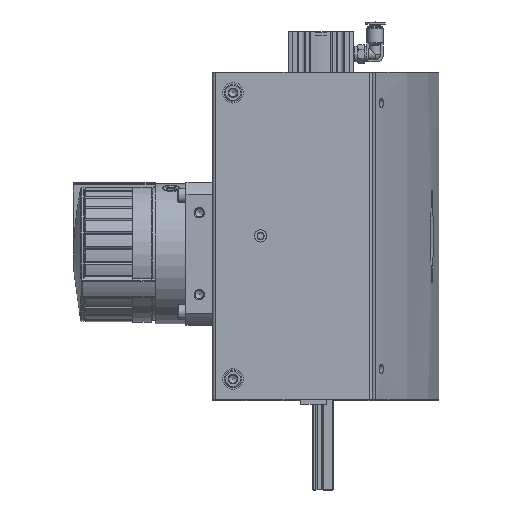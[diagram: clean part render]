
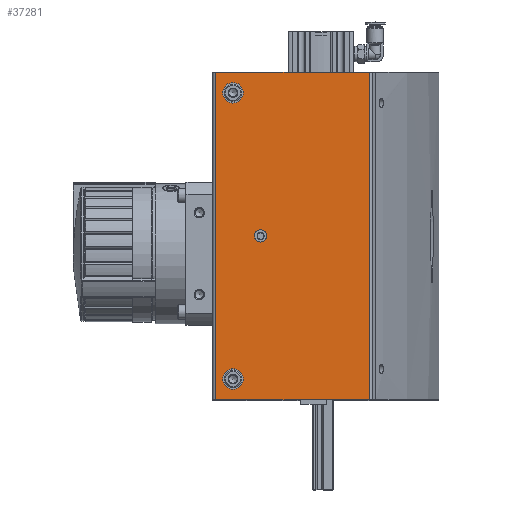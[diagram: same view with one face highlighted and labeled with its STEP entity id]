
A CAD part, top view. The second image highlights one B-rep face of the part: STEP entity #37281.
In plain terms, the highlighted face is planar.
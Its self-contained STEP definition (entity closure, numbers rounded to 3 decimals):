
#2013=PLANE('',#42501);
#3711=CIRCLE('',#42502,3.);
#3712=CIRCLE('',#42503,5.);
#3713=CIRCLE('',#42504,5.);
#13968=ORIENTED_EDGE('',*,*,#19181,.F.);
#13969=ORIENTED_EDGE('',*,*,#19182,.F.);
#13970=ORIENTED_EDGE('',*,*,#19183,.F.);
#13971=ORIENTED_EDGE('',*,*,#19184,.T.);
#13972=ORIENTED_EDGE('',*,*,#19185,.F.);
#13973=ORIENTED_EDGE('',*,*,#19186,.F.);
#13974=ORIENTED_EDGE('',*,*,#19179,.T.);
#19179=EDGE_CURVE('',#22783,#22782,#25533,.T.);
#19181=EDGE_CURVE('',#22784,#22784,#3711,.T.);
#19182=EDGE_CURVE('',#22785,#22785,#3712,.T.);
#19183=EDGE_CURVE('',#22786,#22786,#3713,.T.);
#19184=EDGE_CURVE('',#22782,#22787,#25534,.T.);
#19185=EDGE_CURVE('',#22788,#22787,#25535,.T.);
#19186=EDGE_CURVE('',#22783,#22788,#25536,.T.);
#22782=VERTEX_POINT('',#66064);
#22783=VERTEX_POINT('',#66066);
#22784=VERTEX_POINT('',#66070);
#22785=VERTEX_POINT('',#66072);
#22786=VERTEX_POINT('',#66074);
#22787=VERTEX_POINT('',#66076);
#22788=VERTEX_POINT('',#66078);
#25533=LINE('',#66065,#28246);
#25534=LINE('',#66075,#28247);
#25535=LINE('',#66077,#28248);
#25536=LINE('',#66079,#28249);
#28246=VECTOR('',#53179,1000.);
#28247=VECTOR('',#53190,1000.);
#28248=VECTOR('',#53191,1000.);
#28249=VECTOR('',#53192,1000.);
#31234=EDGE_LOOP('',(#13968));
#31235=EDGE_LOOP('',(#13969));
#31236=EDGE_LOOP('',(#13970));
#31237=EDGE_LOOP('',(#13971,#13972,#13973,#13974));
#34294=FACE_BOUND('',#31234,.T.);
#34295=FACE_BOUND('',#31235,.T.);
#34296=FACE_BOUND('',#31236,.T.);
#34297=FACE_BOUND('',#31237,.T.);
#37281=ADVANCED_FACE('',(#34294,#34295,#34296,#34297),#2013,.F.);
#42501=AXIS2_PLACEMENT_3D('',#66068,#53182,#53183);
#42502=AXIS2_PLACEMENT_3D('',#66069,#53184,#53185);
#42503=AXIS2_PLACEMENT_3D('',#66071,#53186,#53187);
#42504=AXIS2_PLACEMENT_3D('',#66073,#53188,#53189);
#53179=DIRECTION('',(0.,0.,-1.));
#53182=DIRECTION('',(0.,1.,0.));
#53183=DIRECTION('',(0.,0.,1.));
#53184=DIRECTION('',(0.,-1.,0.));
#53185=DIRECTION('',(0.,0.,-1.));
#53186=DIRECTION('',(0.,-1.,0.));
#53187=DIRECTION('',(0.,0.,-1.));
#53188=DIRECTION('',(0.,-1.,0.));
#53189=DIRECTION('',(0.,0.,-1.));
#53190=DIRECTION('',(1.,0.,0.));
#53191=DIRECTION('',(0.,0.,-1.));
#53192=DIRECTION('',(1.,0.,0.));
#66064=CARTESIAN_POINT('',(1.5,0.,-80.));
#66065=CARTESIAN_POINT('',(1.5,0.,80.));
#66066=CARTESIAN_POINT('',(1.5,0.,80.));
#66068=CARTESIAN_POINT('',(1.5,0.,80.));
#66069=CARTESIAN_POINT('',(23.5,0.,0.));
#66070=CARTESIAN_POINT('',(23.5,0.,-3.));
#66071=CARTESIAN_POINT('',(10.,0.,70.));
#66072=CARTESIAN_POINT('',(10.,0.,65.));
#66073=CARTESIAN_POINT('',(10.,0.,-70.));
#66074=CARTESIAN_POINT('',(10.,0.,-75.));
#66075=CARTESIAN_POINT('',(1.5,0.,-80.));
#66076=CARTESIAN_POINT('',(76.75,0.,-80.));
#66077=CARTESIAN_POINT('',(76.75,0.,80.));
#66078=CARTESIAN_POINT('',(76.75,0.,80.));
#66079=CARTESIAN_POINT('',(1.5,0.,80.));
